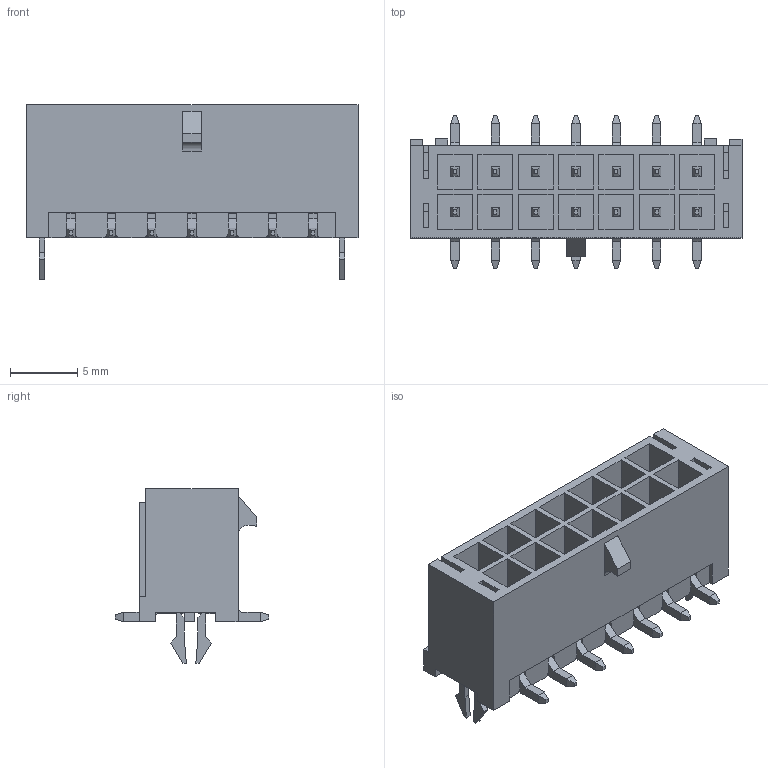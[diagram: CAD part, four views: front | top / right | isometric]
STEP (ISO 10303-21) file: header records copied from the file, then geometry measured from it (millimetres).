
FILE_DESCRIPTION(/* description */ ('Unknown'),/* implementation_level */ '2;1');
FILE_NAME(/* name */ 'J_Wurth_WR-MPC3_662014235922',/* time_stamp */ '2025-06-05T11:28:56+08:00',/* author */ ('Unknown'),/* organization */ ('Unknown'),/* preprocessor_version */ 'ST-DEVELOPER v19.4',/* originating_system */ 'Solid Edge',/* authorisation */ 'Unknown');
FILE_SCHEMA (('AUTOMOTIVE_DESIGN {1 0 10303 214 3 1 1}'));
Length unit declared in the file: millimetre
Products named in the file (2): J_Wurth_WR-MPC3_662014235922
Assembly tree (1 placements, depth 2):
  J_Wurth_WR-MPC3_662014235922
    J_Wurth_WR-MPC3_662014235922
Bounding box: 24.7 x 11.4 x 13 mm (x, y, z)
Volume: 941.4 mm3; surface area: 2498.6 mm2
Topology: 1 solids, 1 shells, 826 faces, 2153 edges, 1360 vertices
Faces by surface type: plane 781, cylinder 45
Entity records: 30392 total; most frequent: CARTESIAN_POINT 4341, ORIENTED_EDGE 4306, DIRECTION 3907, EDGE_CURVE 2153, LINE 2055, VECTOR 2055, VERTEX_POINT 1360, AXIS2_PLACEMENT_3D 926
